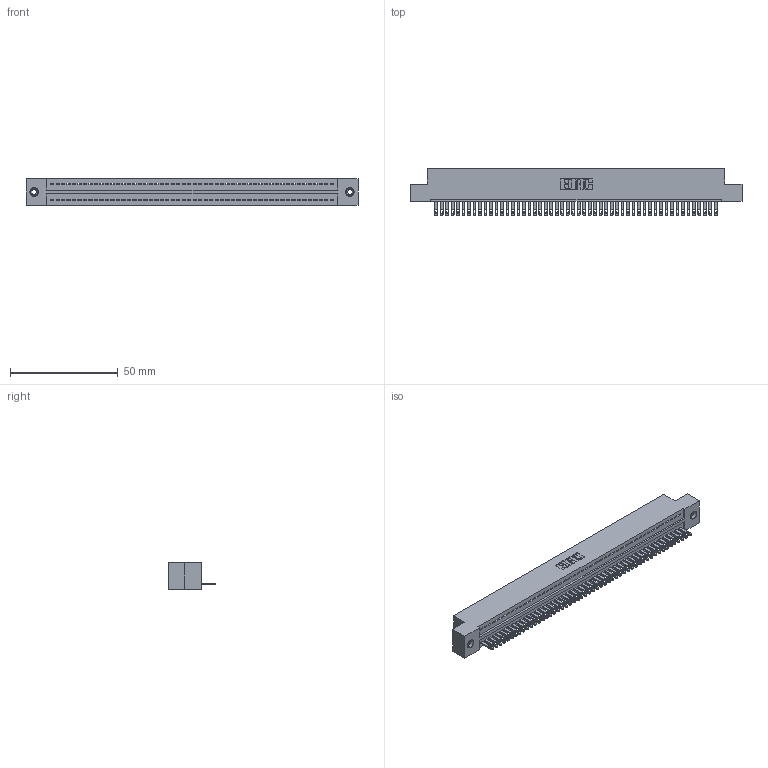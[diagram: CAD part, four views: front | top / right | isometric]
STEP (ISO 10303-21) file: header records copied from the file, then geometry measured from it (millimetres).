
FILE_DESCRIPTION (( 'STEP AP203' ), '1' );
FILE_NAME ('325-052-500-108.STEP', '2020-02-25T00:16:18', ( '' ), ( '' ), 'SwSTEP 2.0', 'SolidWorks 2016', '' );
FILE_SCHEMA (( 'CONFIG_CONTROL_DESIGN' ));
Length unit declared in the file: inch
Products named in the file (4): 325-292-001_325-293-100; 345-250-001_345-250-003-102; 325-052-500-108; 325 Part_TI
Assembly tree (55 placements, depth 2):
  325-052-500-108
    325 Part_TI
    325-292-001_325-293-100  x52
    345-250-001_345-250-003-102  x2
Bounding box: 153.8 x 21.84 x 12.45 mm (x, y, z)
Volume: 19629 mm3; surface area: 21751.4 mm2
Topology: 55 solids, 55 shells, 2982 faces, 9183 edges, 6114 vertices
Faces by surface type: plane 1974, cylinder 992, cone 12, torus 4
Entity records: 31612 total; most frequent: CARTESIAN_POINT 5433, ORIENTED_EDGE 5414, DIRECTION 4597, EDGE_CURVE 2707, LINE 2555, VECTOR 2555, VERTEX_POINT 1800, AXIS2_PLACEMENT_3D 1021
